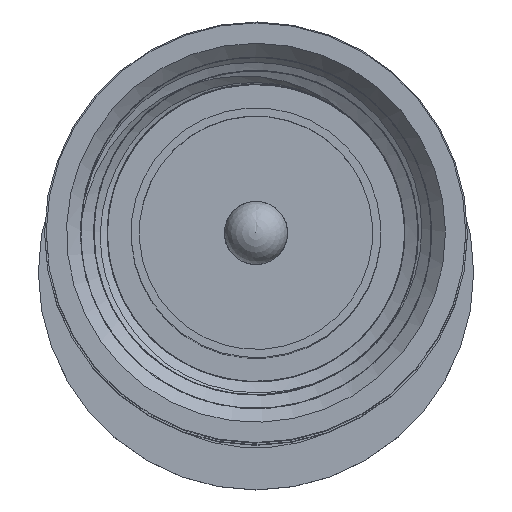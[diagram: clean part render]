
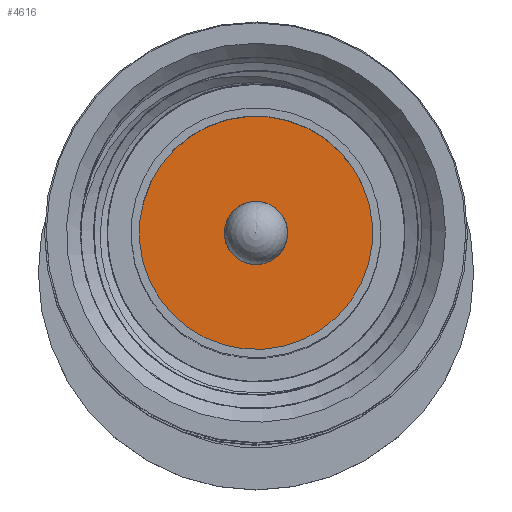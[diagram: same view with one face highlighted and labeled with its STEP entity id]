
A CAD part, top view. The second image highlights one B-rep face of the part: STEP entity #4616.
In plain terms, the highlighted planar face has unit normal (0, 0, 1).
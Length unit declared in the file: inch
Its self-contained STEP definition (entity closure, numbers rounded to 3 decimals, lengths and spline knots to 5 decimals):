
#915=FACE_BOUND('',#1278,.T.);
#951=FACE_OUTER_BOUND('',#1277,.T.);
#1277=EDGE_LOOP('',(#2911));
#1278=EDGE_LOOP('',(#2912));
#1621=CIRCLE('',#4944,0.07177);
#1626=CIRCLE('',#4954,0.0195);
#1824=VERTEX_POINT('',#6123);
#1829=VERTEX_POINT('',#6138);
#2222=EDGE_CURVE('',#1824,#1824,#1621,.T.);
#2227=EDGE_CURVE('',#1829,#1829,#1626,.T.);
#2911=ORIENTED_EDGE('',*,*,#2222,.T.);
#2912=ORIENTED_EDGE('',*,*,#2227,.F.);
#4258=PLANE('',#4953);
#4616=ADVANCED_FACE('',(#951,#915),#4258,.T.);
#4944=AXIS2_PLACEMENT_3D('',#6124,#5301,#5302);
#4953=AXIS2_PLACEMENT_3D('',#6137,#5319,#5320);
#4954=AXIS2_PLACEMENT_3D('',#6139,#5321,#5322);
#5301=DIRECTION('center_axis',(0.,0.,
1.));
#5302=DIRECTION('ref_axis',(-0.102,-0.995,0.));
#5319=DIRECTION('center_axis',(0.,0.,
1.));
#5320=DIRECTION('ref_axis',(0.375,0.927,0.));
#5321=DIRECTION('center_axis',(0.,0.,
1.));
#5322=DIRECTION('ref_axis',(-0.017,-1.,0.));
#6123=CARTESIAN_POINT('',(-0.3466,-2.69314,10.33694));
#6124=CARTESIAN_POINT('Origin',(-0.35395,-2.76453,10.33694));
#6137=CARTESIAN_POINT('Origin',(-0.38731,-2.75101,10.33694));
#6138=CARTESIAN_POINT('',(-0.34663,-2.74646,10.33694));
#6139=CARTESIAN_POINT('Origin',(-0.35395,-2.76453,10.33694));
